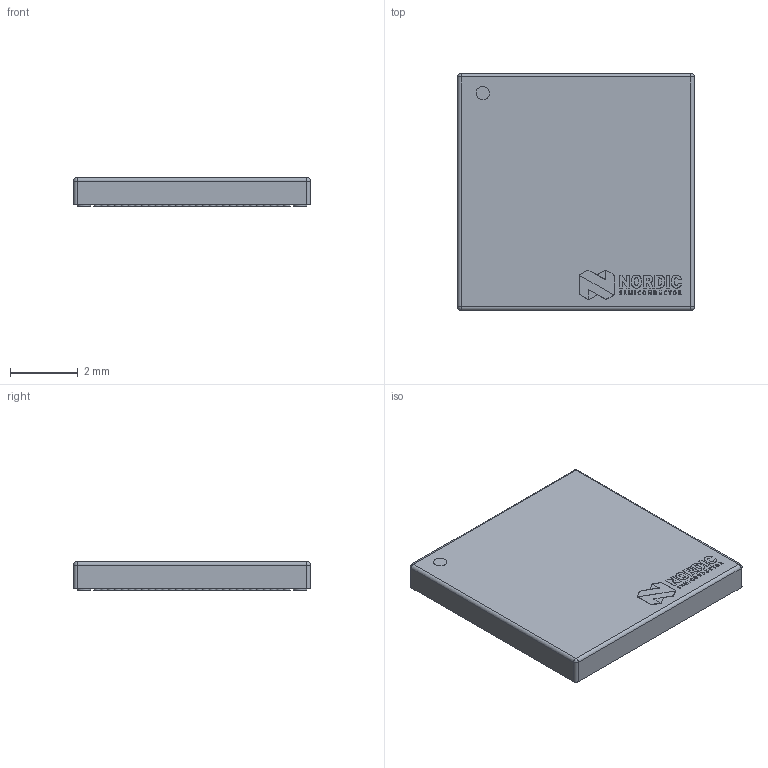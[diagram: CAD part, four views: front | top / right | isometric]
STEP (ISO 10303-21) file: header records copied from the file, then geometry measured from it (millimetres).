
FILE_DESCRIPTION(/* description */ (''),/* implementation_level */ '2;1');
FILE_NAME(/* name */ '1.stp',/* time_stamp */ '2021-07-10T17:52:52+02:00',/* author */ ('k'),/* organization */ (''),/* preprocessor_version */ 'ST-DEVELOPER v15.6',/* originating_system */ 'Autodesk Inventor 2015',/* authorisation */ '');
FILE_SCHEMA (('AUTOMOTIVE_DESIGN { 1 0 10303 214 3 1 1 }'));
Length unit declared in the file: millimetre
Products named in the file (4): 1; 2; Nordic Semiconductor
Bounding box: 7 x 7 x 0.85 mm (x, y, z)
Volume: 40.7 mm3; surface area: 186.2 mm2
Topology: 122 solids, 122 shells, 632 faces, 1152 edges, 762 vertices
Faces by surface type: plane 395, bspline 124, cylinder 109, sphere 4
Full cylindrical faces by diameter (mm): 0.2 x94, 0.394 x1, 0.4 x4
Entity records: 15737 total; most frequent: CARTESIAN_POINT 4092, DIRECTION 2109, ORIENTED_EDGE 2106, EDGE_CURVE 1053, VERTEX_POINT 762, AXIS2_PLACEMENT_3D 761, EDGE_LOOP 749, FACE_OUTER_BOUND 632
